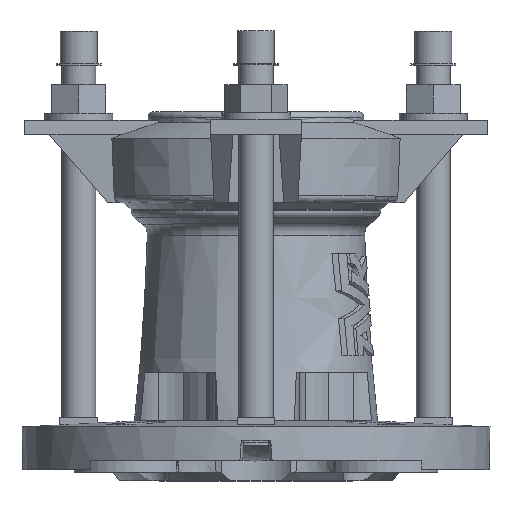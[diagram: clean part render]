
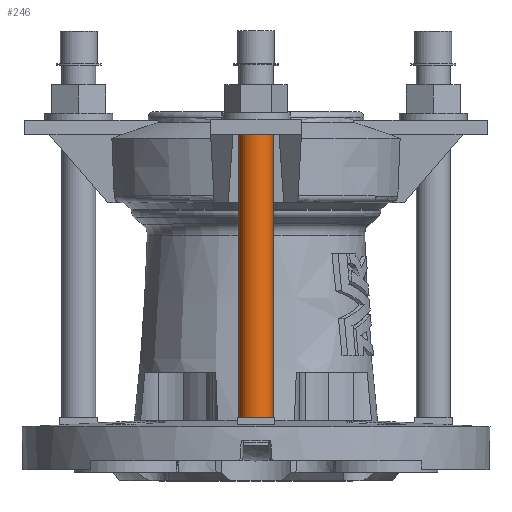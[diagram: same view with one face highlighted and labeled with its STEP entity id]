
A CAD part, top view. The second image highlights one B-rep face of the part: STEP entity #246.
In plain terms, the highlighted cylindrical face has radius 6 mm (diameter 12 mm), a full revolution.
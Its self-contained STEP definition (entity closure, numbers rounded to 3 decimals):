
#246 = ADVANCED_FACE ( 'NONE', ( #6987, #6990 ), #6992, .T. ) ;
#1364 = CARTESIAN_POINT ( 'NONE',  ( 6., 127.093, 62.5 ) ) ;
#1365 = CARTESIAN_POINT ( 'NONE',  ( 6., 22.303, 62.5 ) ) ;
#3025 = EDGE_LOOP ( 'NONE', ( #4368 ) ) ;
#3026 = EDGE_LOOP ( 'NONE', ( #4369 ) ) ;
#3877 = EDGE_CURVE ( 'NONE', #12064, #12064, #10299, .T. ) ;
#3878 = EDGE_CURVE ( 'NONE', #12065, #12065, #10303, .T. ) ;
#4368 = ORIENTED_EDGE ( 'NONE', *, *, #3878, .F. ) ;
#4369 = ORIENTED_EDGE ( 'NONE', *, *, #3877, .T. ) ;
#6546 = DIRECTION ( 'NONE',  ( 0., -1., 0. ) ) ;
#6547 = DIRECTION ( 'NONE',  ( -1., 0., 0. ) ) ;
#6550 = CARTESIAN_POINT ( 'NONE',  ( 0., -25.047, 62.5 ) ) ;
#6830 = AXIS2_PLACEMENT_3D ( 'NONE', #6550, #6546, #6547 ) ;
#6987 = FACE_OUTER_BOUND ( 'NONE', #3025, .T. ) ;
#6990 = FACE_OUTER_BOUND ( 'NONE', #3026, .T. ) ;
#6992 = CYLINDRICAL_SURFACE ( 'NONE', #6830, 6. ) ;
#8328 = AXIS2_PLACEMENT_3D ( 'NONE', #10913, #10914, #10915 ) ;
#8329 = AXIS2_PLACEMENT_3D ( 'NONE', #10916, #10917, #10918 ) ;
#10299 = CIRCLE ( 'NONE', #8328, 6. ) ;
#10303 = CIRCLE ( 'NONE', #8329, 6. ) ;
#10913 = CARTESIAN_POINT ( 'NONE',  ( 0., 127.093, 62.5 ) ) ;
#10914 = DIRECTION ( 'NONE',  ( 0., -1., 0. ) ) ;
#10915 = DIRECTION ( 'NONE',  ( 1., 0., 0. ) ) ;
#10916 = CARTESIAN_POINT ( 'NONE',  ( 0., 22.303, 62.5 ) ) ;
#10917 = DIRECTION ( 'NONE',  ( 0., -1., 0. ) ) ;
#10918 = DIRECTION ( 'NONE',  ( 1., 0., 0. ) ) ;
#12064 = VERTEX_POINT ( 'NONE', #1364 ) ;
#12065 = VERTEX_POINT ( 'NONE', #1365 ) ;
